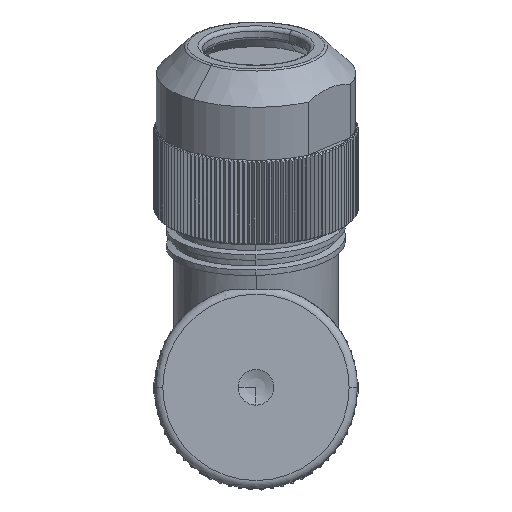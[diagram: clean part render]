
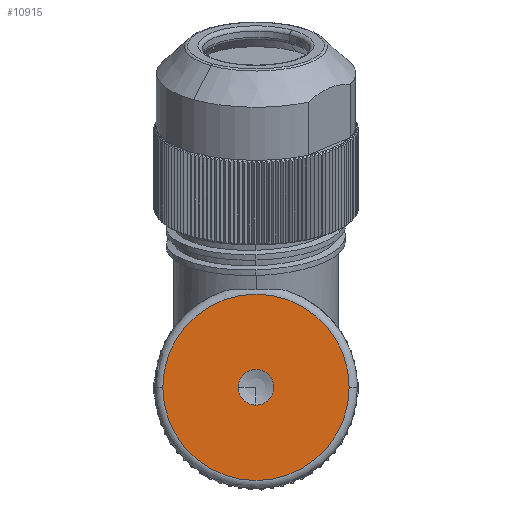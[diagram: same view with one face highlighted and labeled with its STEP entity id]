
A CAD part, top view. The second image highlights one B-rep face of the part: STEP entity #10915.
In plain terms, the highlighted planar face has unit normal (0, 0, 1).
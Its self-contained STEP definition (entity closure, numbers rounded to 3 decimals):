
#10861=AXIS2_PLACEMENT_3D('Plane Axis2P3D',#10858,#10859,#10860) ;
#10865=AXIS2_PLACEMENT_3D('Circle Axis2P3D',#10863,#10864,$) ;
#10874=AXIS2_PLACEMENT_3D('Circle Axis2P3D',#10872,#10873,$) ;
#10883=AXIS2_PLACEMENT_3D('Circle Axis2P3D',#10881,#10882,$) ;
#10892=AXIS2_PLACEMENT_3D('Circle Axis2P3D',#10890,#10891,$) ;
#10899=AXIS2_PLACEMENT_3D('Circle Axis2P3D',#10897,#10898,$) ;
#10906=AXIS2_PLACEMENT_3D('Circle Axis2P3D',#10904,#10905,$) ;
#10858=CARTESIAN_POINT('Axis2P3D Location',(12.5,10.304,54.5)) ;
#10863=CARTESIAN_POINT('Axis2P3D Location',(12.5,12.483,54.5)) ;
#10867=CARTESIAN_POINT('Vertex',(23.9,12.483,54.5)) ;
#10869=CARTESIAN_POINT('Vertex',(1.1,12.483,54.5)) ;
#10872=CARTESIAN_POINT('Axis2P3D Location',(12.5,12.483,54.5)) ;
#10881=CARTESIAN_POINT('Axis2P3D Location',(12.5,12.483,54.5)) ;
#10885=CARTESIAN_POINT('Vertex',(12.5,10.304,54.5)) ;
#10887=CARTESIAN_POINT('Vertex',(14.679,12.483,54.5)) ;
#10890=CARTESIAN_POINT('Axis2P3D Location',(12.5,12.483,54.5)) ;
#10894=CARTESIAN_POINT('Vertex',(10.321,12.483,54.5)) ;
#10897=CARTESIAN_POINT('Axis2P3D Location',(12.5,12.483,54.5)) ;
#10901=CARTESIAN_POINT('Vertex',(12.5,14.663,54.5)) ;
#10904=CARTESIAN_POINT('Axis2P3D Location',(12.5,12.483,54.5)) ;
#10859=DIRECTION('Axis2P3D Direction',(0.,0.,1.)) ;
#10860=DIRECTION('Axis2P3D XDirection',(-1.,0.,0.)) ;
#10864=DIRECTION('Axis2P3D Direction',(0.,0.,1.)) ;
#10873=DIRECTION('Axis2P3D Direction',(0.,0.,1.)) ;
#10882=DIRECTION('Axis2P3D Direction',(0.,0.,1.)) ;
#10891=DIRECTION('Axis2P3D Direction',(0.,0.,1.)) ;
#10898=DIRECTION('Axis2P3D Direction',(0.,0.,1.)) ;
#10905=DIRECTION('Axis2P3D Direction',(0.,0.,1.)) ;
#10878=ORIENTED_EDGE('',*,*,#10871,.T.) ;
#10879=ORIENTED_EDGE('',*,*,#10876,.T.) ;
#10910=ORIENTED_EDGE('',*,*,#10889,.F.) ;
#10911=ORIENTED_EDGE('',*,*,#10896,.F.) ;
#10912=ORIENTED_EDGE('',*,*,#10903,.F.) ;
#10913=ORIENTED_EDGE('',*,*,#10908,.F.) ;
#10914=FACE_BOUND('',#10909,.T.) ;
#10915=ADVANCED_FACE('MANIFOLD_SOLID_BREP #38',(#10880,#10914),#10862,.T.) ;
#10866=CIRCLE('generated circle',#10865,11.4) ;
#10875=CIRCLE('generated circle',#10874,11.4) ;
#10884=CIRCLE('generated circle',#10883,2.179) ;
#10893=CIRCLE('generated circle',#10892,2.179) ;
#10900=CIRCLE('generated circle',#10899,2.179) ;
#10907=CIRCLE('generated circle',#10906,2.179) ;
#10871=EDGE_CURVE('',#10868,#10870,#10866,.T.) ;
#10876=EDGE_CURVE('',#10870,#10868,#10875,.T.) ;
#10889=EDGE_CURVE('',#10886,#10888,#10884,.T.) ;
#10896=EDGE_CURVE('',#10895,#10886,#10893,.T.) ;
#10903=EDGE_CURVE('',#10902,#10895,#10900,.T.) ;
#10908=EDGE_CURVE('',#10888,#10902,#10907,.T.) ;
#10877=EDGE_LOOP('',(#10878,#10879)) ;
#10909=EDGE_LOOP('',(#10910,#10911,#10912,#10913)) ;
#10880=FACE_OUTER_BOUND('',#10877,.T.) ;
#10862=PLANE('',#10861) ;
#10868=VERTEX_POINT('',#10867) ;
#10870=VERTEX_POINT('',#10869) ;
#10886=VERTEX_POINT('',#10885) ;
#10888=VERTEX_POINT('',#10887) ;
#10895=VERTEX_POINT('',#10894) ;
#10902=VERTEX_POINT('',#10901) ;
